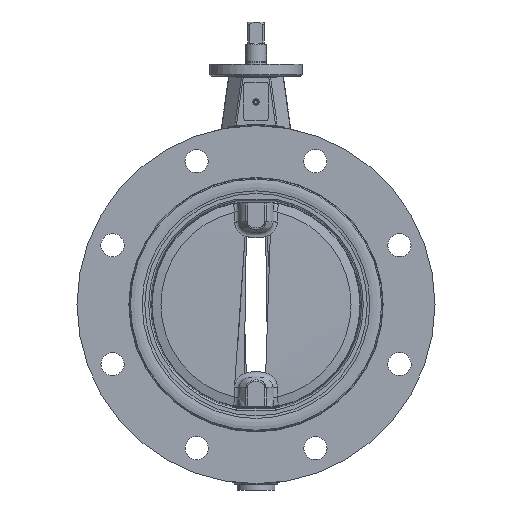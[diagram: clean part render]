
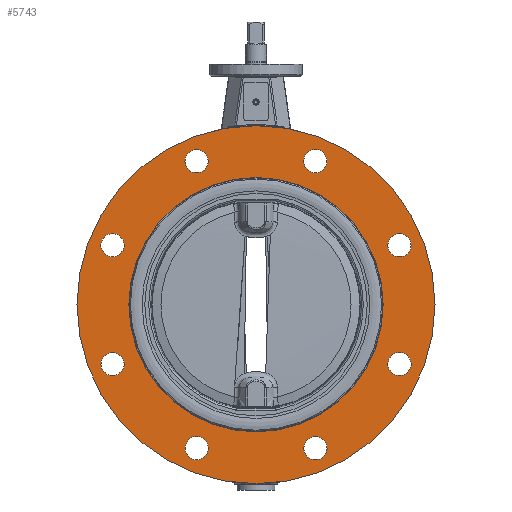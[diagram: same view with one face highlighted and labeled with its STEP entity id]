
A CAD part, left-side view. The second image highlights one B-rep face of the part: STEP entity #5743.
In plain terms, the highlighted planar face has unit normal (-1, 0, 0).
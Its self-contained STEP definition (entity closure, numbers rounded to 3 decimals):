
#5473=CARTESIAN_POINT('',(-25.,136.272,-67.446));
#5474=VERTEX_POINT('',#5473);
#5475=CARTESIAN_POINT('',(-25.,136.272,-56.446));
#5476=DIRECTION('',(1.0,0.0,0.0));
#5477=DIRECTION('',(0.0,0.0,1.0));
#5478=AXIS2_PLACEMENT_3D('',#5475,#5476,#5477);
#5479=CIRCLE('',#5478,11.0);
#5480=EDGE_CURVE('',#5474,#5474,#5479,.T.);
#5501=CARTESIAN_POINT('',(-25.,48.668,-144.05));
#5502=VERTEX_POINT('',#5501);
#5503=CARTESIAN_POINT('',(-25.,56.446,-136.272));
#5504=DIRECTION('',(1.,0.0,0.0));
#5505=DIRECTION('',(0.0,0.707,0.707));
#5506=AXIS2_PLACEMENT_3D('',#5503,#5504,#5505);
#5507=CIRCLE('',#5506,11.);
#5508=EDGE_CURVE('',#5502,#5502,#5507,.T.);
#5529=CARTESIAN_POINT('',(-25.,-67.446,-136.272));
#5530=VERTEX_POINT('',#5529);
#5531=CARTESIAN_POINT('',(-25.,-56.446,-136.272));
#5532=DIRECTION('',(1.0,0.0,0.0));
#5533=DIRECTION('',(0.0,1.0,0.0));
#5534=AXIS2_PLACEMENT_3D('',#5531,#5532,#5533);
#5535=CIRCLE('',#5534,11.0);
#5536=EDGE_CURVE('',#5530,#5530,#5535,.T.);
#5557=CARTESIAN_POINT('',(-25.,-144.05,-48.668));
#5558=VERTEX_POINT('',#5557);
#5559=CARTESIAN_POINT('',(-25.,-136.272,-56.446));
#5560=DIRECTION('',(1.0,0.0,0.0));
#5561=DIRECTION('',(0.0,0.707,-0.707));
#5562=AXIS2_PLACEMENT_3D('',#5559,#5560,#5561);
#5563=CIRCLE('',#5562,11.);
#5564=EDGE_CURVE('',#5558,#5558,#5563,.T.);
#5585=CARTESIAN_POINT('',(-25.,-136.272,67.446));
#5586=VERTEX_POINT('',#5585);
#5587=CARTESIAN_POINT('',(-25.,-136.272,56.446));
#5588=DIRECTION('',(1.0,0.0,0.0));
#5589=DIRECTION('',(0.0,0.0,-1.0));
#5590=AXIS2_PLACEMENT_3D('',#5587,#5588,#5589);
#5591=CIRCLE('',#5590,11.0);
#5592=EDGE_CURVE('',#5586,#5586,#5591,.T.);
#5613=CARTESIAN_POINT('',(-25.,-48.668,144.05));
#5614=VERTEX_POINT('',#5613);
#5615=CARTESIAN_POINT('',(-25.,-56.446,136.272));
#5616=DIRECTION('',(1.0,0.0,0.0));
#5617=DIRECTION('',(0.0,-0.707,-0.707));
#5618=AXIS2_PLACEMENT_3D('',#5615,#5616,#5617);
#5619=CIRCLE('',#5618,11.);
#5620=EDGE_CURVE('',#5614,#5614,#5619,.T.);
#5641=CARTESIAN_POINT('',(-25.,144.05,48.668));
#5642=VERTEX_POINT('',#5641);
#5643=CARTESIAN_POINT('',(-25.,136.272,56.446));
#5644=DIRECTION('',(1.0,0.0,0.0));
#5645=DIRECTION('',(0.0,-0.707,0.707));
#5646=AXIS2_PLACEMENT_3D('',#5643,#5644,#5645);
#5647=CIRCLE('',#5646,11.);
#5648=EDGE_CURVE('',#5642,#5642,#5647,.T.);
#5669=CARTESIAN_POINT('',(-25.,67.446,136.272));
#5670=VERTEX_POINT('',#5669);
#5671=CARTESIAN_POINT('',(-25.,56.446,136.272));
#5672=DIRECTION('',(1.0,0.0,0.0));
#5673=DIRECTION('',(0.0,-1.0,0.0));
#5674=AXIS2_PLACEMENT_3D('',#5671,#5672,#5673);
#5675=CIRCLE('',#5674,11.0);
#5676=EDGE_CURVE('',#5670,#5670,#5675,.T.);
#5692=CARTESIAN_POINT('',(-25.,0.0,146.625));
#5693=DIRECTION('',(1.0,0.0,0.0));
#5694=DIRECTION('',(0.0,0.0,-1.0));
#5695=AXIS2_PLACEMENT_3D('',#5692,#5693,#5694);
#5696=PLANE('',#5695);
#5697=CARTESIAN_POINT('',(-25.0,170.0,0.));
#5698=VERTEX_POINT('',#5697);
#5699=CARTESIAN_POINT('',(-25.0,0.0,0.0));
#5700=DIRECTION('',(-1.0,0.0,0.0));
#5701=DIRECTION('',(0.0,-1.0,0.0));
#5702=AXIS2_PLACEMENT_3D('',#5699,#5700,#5701);
#5703=CIRCLE('',#5702,170.0);
#5704=EDGE_CURVE('',#5698,#5698,#5703,.T.);
#5705=ORIENTED_EDGE('',*,*,#5704,.T.);
#5706=EDGE_LOOP('',(#5705));
#5707=FACE_OUTER_BOUND('',#5706,.T.);
#5708=ORIENTED_EDGE('',*,*,#5480,.T.);
#5709=EDGE_LOOP('',(#5708));
#5710=FACE_BOUND('',#5709,.T.);
#5711=ORIENTED_EDGE('',*,*,#5508,.T.);
#5712=EDGE_LOOP('',(#5711));
#5713=FACE_BOUND('',#5712,.T.);
#5714=ORIENTED_EDGE('',*,*,#5536,.T.);
#5715=EDGE_LOOP('',(#5714));
#5716=FACE_BOUND('',#5715,.T.);
#5717=ORIENTED_EDGE('',*,*,#5564,.T.);
#5718=EDGE_LOOP('',(#5717));
#5719=FACE_BOUND('',#5718,.T.);
#5720=ORIENTED_EDGE('',*,*,#5592,.T.);
#5721=EDGE_LOOP('',(#5720));
#5722=FACE_BOUND('',#5721,.T.);
#5723=ORIENTED_EDGE('',*,*,#5620,.T.);
#5724=EDGE_LOOP('',(#5723));
#5725=FACE_BOUND('',#5724,.T.);
#5726=ORIENTED_EDGE('',*,*,#5648,.T.);
#5727=EDGE_LOOP('',(#5726));
#5728=FACE_BOUND('',#5727,.T.);
#5729=ORIENTED_EDGE('',*,*,#5676,.T.);
#5730=EDGE_LOOP('',(#5729));
#5731=FACE_BOUND('',#5730,.T.);
#5732=CARTESIAN_POINT('',(-25.,0.0,120.75));
#5733=VERTEX_POINT('',#5732);
#5734=CARTESIAN_POINT('',(-25.,0.0,0.0));
#5735=DIRECTION('',(1.0,0.0,0.0));
#5736=DIRECTION('',(0.0,0.0,1.0));
#5737=AXIS2_PLACEMENT_3D('',#5734,#5735,#5736);
#5738=CIRCLE('',#5737,120.75);
#5739=EDGE_CURVE('',#5733,#5733,#5738,.T.);
#5740=ORIENTED_EDGE('',*,*,#5739,.T.);
#5741=EDGE_LOOP('',(#5740));
#5742=FACE_BOUND('',#5741,.T.);
#5743=ADVANCED_FACE('',(#5707,#5710,#5713,#5716,#5719,#5722,#5725,#5728,#5731,#5742),#5696,.F.);
